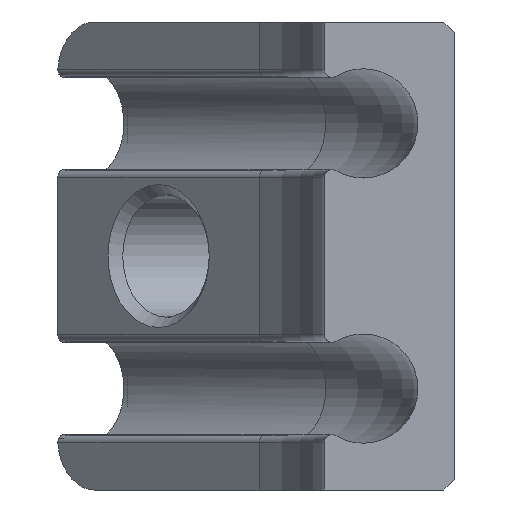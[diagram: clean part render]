
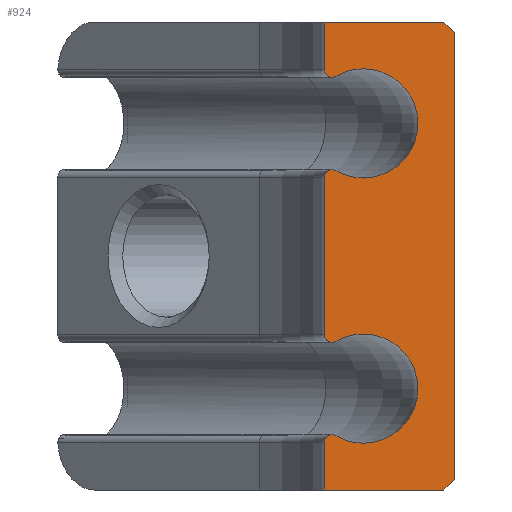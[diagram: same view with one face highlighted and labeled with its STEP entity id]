
A CAD part, left-side view. The second image highlights one B-rep face of the part: STEP entity #924.
In plain terms, the highlighted planar face has unit normal (-1, 0, 0).
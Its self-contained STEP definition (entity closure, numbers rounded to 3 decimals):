
#68=FACE_OUTER_BOUND('',#128,.T.);
#128=EDGE_LOOP('',(#623,#624,#625,#626,#627,#628,#629,#630,#631,#632,#633,
#634,#635,#636));
#196=CIRCLE('',#999,0.3);
#197=CIRCLE('',#1000,2.1);
#198=CIRCLE('',#1001,0.3);
#199=CIRCLE('',#1002,0.3);
#200=CIRCLE('',#1003,2.1);
#201=CIRCLE('',#1004,0.3);
#261=LINE('',#1448,#330);
#262=LINE('',#1450,#331);
#263=LINE('',#1452,#332);
#264=LINE('',#1460,#333);
#265=LINE('',#1468,#334);
#266=LINE('',#1470,#335);
#267=LINE('',#1472,#336);
#268=LINE('',#1473,#337);
#330=VECTOR('',#1127,10.);
#331=VECTOR('',#1128,10.);
#332=VECTOR('',#1129,10.);
#333=VECTOR('',#1136,10.);
#334=VECTOR('',#1143,10.);
#335=VECTOR('',#1144,10.);
#336=VECTOR('',#1145,10.);
#337=VECTOR('',#1146,10.);
#399=VERTEX_POINT('',#1446);
#400=VERTEX_POINT('',#1447);
#401=VERTEX_POINT('',#1449);
#402=VERTEX_POINT('',#1451);
#403=VERTEX_POINT('',#1453);
#404=VERTEX_POINT('',#1455);
#405=VERTEX_POINT('',#1457);
#406=VERTEX_POINT('',#1459);
#407=VERTEX_POINT('',#1461);
#408=VERTEX_POINT('',#1463);
#409=VERTEX_POINT('',#1465);
#410=VERTEX_POINT('',#1467);
#411=VERTEX_POINT('',#1469);
#412=VERTEX_POINT('',#1471);
#483=EDGE_CURVE('',#399,#400,#261,.T.);
#484=EDGE_CURVE('',#401,#399,#262,.T.);
#485=EDGE_CURVE('',#402,#401,#263,.T.);
#486=EDGE_CURVE('',#403,#402,#196,.T.);
#487=EDGE_CURVE('',#404,#403,#197,.T.);
#488=EDGE_CURVE('',#405,#404,#198,.T.);
#489=EDGE_CURVE('',#406,#405,#264,.T.);
#490=EDGE_CURVE('',#407,#406,#199,.T.);
#491=EDGE_CURVE('',#408,#407,#200,.T.);
#492=EDGE_CURVE('',#409,#408,#201,.T.);
#493=EDGE_CURVE('',#410,#409,#265,.T.);
#494=EDGE_CURVE('',#411,#410,#266,.T.);
#495=EDGE_CURVE('',#412,#411,#267,.T.);
#496=EDGE_CURVE('',#400,#412,#268,.T.);
#623=ORIENTED_EDGE('',*,*,#483,.F.);
#624=ORIENTED_EDGE('',*,*,#484,.F.);
#625=ORIENTED_EDGE('',*,*,#485,.F.);
#626=ORIENTED_EDGE('',*,*,#486,.F.);
#627=ORIENTED_EDGE('',*,*,#487,.F.);
#628=ORIENTED_EDGE('',*,*,#488,.F.);
#629=ORIENTED_EDGE('',*,*,#489,.F.);
#630=ORIENTED_EDGE('',*,*,#490,.F.);
#631=ORIENTED_EDGE('',*,*,#491,.F.);
#632=ORIENTED_EDGE('',*,*,#492,.F.);
#633=ORIENTED_EDGE('',*,*,#493,.F.);
#634=ORIENTED_EDGE('',*,*,#494,.F.);
#635=ORIENTED_EDGE('',*,*,#495,.F.);
#636=ORIENTED_EDGE('',*,*,#496,.F.);
#903=PLANE('',#998);
#924=ADVANCED_FACE('',(#68),#903,.T.);
#998=AXIS2_PLACEMENT_3D('',#1445,#1125,#1126);
#999=AXIS2_PLACEMENT_3D('',#1454,#1130,#1131);
#1000=AXIS2_PLACEMENT_3D('',#1456,#1132,#1133);
#1001=AXIS2_PLACEMENT_3D('',#1458,#1134,#1135);
#1002=AXIS2_PLACEMENT_3D('',#1462,#1137,#1138);
#1003=AXIS2_PLACEMENT_3D('',#1464,#1139,#1140);
#1004=AXIS2_PLACEMENT_3D('',#1466,#1141,#1142);
#1125=DIRECTION('center_axis',(-1.,0.,0.));
#1126=DIRECTION('ref_axis',(0.,0.,1.));
#1127=DIRECTION('',(0.,-0.707,-0.707));
#1128=DIRECTION('',(0.,-1.,0.));
#1129=DIRECTION('',(0.,0.,1.));
#1130=DIRECTION('center_axis',(1.,0.,0.));
#1131=DIRECTION('ref_axis',(0.,1.,0.));
#1132=DIRECTION('center_axis',(-1.,0.,0.));
#1133=DIRECTION('ref_axis',(0.,0.5,-0.866));
#1134=DIRECTION('center_axis',(1.,0.,0.));
#1135=DIRECTION('ref_axis',(0.,-0.5,0.866));
#1136=DIRECTION('',(0.,0.,1.));
#1137=DIRECTION('center_axis',(1.,0.,0.));
#1138=DIRECTION('ref_axis',(0.,1.,0.));
#1139=DIRECTION('center_axis',(-1.,0.,0.));
#1140=DIRECTION('ref_axis',(0.,0.5,-0.866));
#1141=DIRECTION('center_axis',(1.,0.,0.));
#1142=DIRECTION('ref_axis',(0.,-0.5,0.866));
#1143=DIRECTION('',(0.,0.,1.));
#1144=DIRECTION('',(0.,1.,0.));
#1145=DIRECTION('',(0.,0.707,-0.707));
#1146=DIRECTION('',(0.,0.,-1.));
#1445=CARTESIAN_POINT('Origin',(56.,8.98,0.));
#1446=CARTESIAN_POINT('',(56.,0.4,9.));
#1447=CARTESIAN_POINT('',(56.,0.,8.6));
#1448=CARTESIAN_POINT('',(56.,0.195,8.795));
#1449=CARTESIAN_POINT('',(56.,5.,9.));
#1450=CARTESIAN_POINT('',(56.,4.49,9.));
#1451=CARTESIAN_POINT('',(56.,5.,7.178));
#1452=CARTESIAN_POINT('',(56.,5.,0.));
#1453=CARTESIAN_POINT('',(56.,4.55,6.919));
#1454=CARTESIAN_POINT('Origin',(56.,4.7,7.178));
#1455=CARTESIAN_POINT('',(56.,4.55,3.281));
#1456=CARTESIAN_POINT('Origin',(56.,3.5,5.1));
#1457=CARTESIAN_POINT('',(56.,5.,3.022));
#1458=CARTESIAN_POINT('Origin',(56.,4.7,3.022));
#1459=CARTESIAN_POINT('',(56.,5.,-3.022));
#1460=CARTESIAN_POINT('',(56.,5.,0.));
#1461=CARTESIAN_POINT('',(56.,4.55,-3.281));
#1462=CARTESIAN_POINT('Origin',(56.,4.7,-3.022));
#1463=CARTESIAN_POINT('',(56.,4.55,-6.919));
#1464=CARTESIAN_POINT('Origin',(56.,3.5,-5.1));
#1465=CARTESIAN_POINT('',(56.,5.,-7.178));
#1466=CARTESIAN_POINT('Origin',(56.,4.7,-7.178));
#1467=CARTESIAN_POINT('',(56.,5.,-9.));
#1468=CARTESIAN_POINT('',(56.,5.,0.));
#1469=CARTESIAN_POINT('',(56.,0.4,-9.));
#1470=CARTESIAN_POINT('',(56.,4.49,-9.));
#1471=CARTESIAN_POINT('',(56.,0.,-8.6));
#1472=CARTESIAN_POINT('',(56.,0.195,-8.795));
#1473=CARTESIAN_POINT('',(56.,0.,0.));
